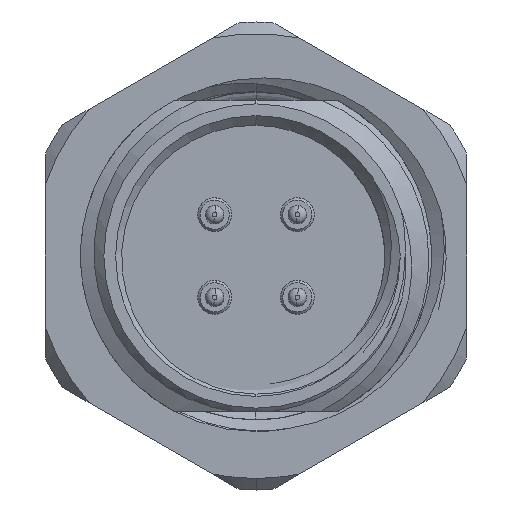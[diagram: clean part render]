
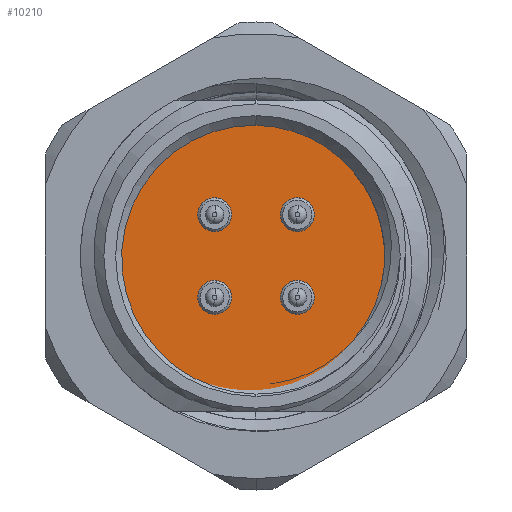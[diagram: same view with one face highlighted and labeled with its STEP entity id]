
A CAD part, left-side view. The second image highlights one B-rep face of the part: STEP entity #10210.
In plain terms, the highlighted planar face has unit normal (-1, 0, 0).
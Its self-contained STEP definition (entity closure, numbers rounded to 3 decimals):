
#15 = VERTEX_POINT ( 'NONE', #9502 ) ;
#169 = CARTESIAN_POINT ( 'NONE',  ( -12.5, 1.768, -1.768 ) ) ;
#221 = AXIS2_PLACEMENT_3D ( 'NONE', #9521, #11422, #8452 ) ;
#413 = AXIS2_PLACEMENT_3D ( 'NONE', #1957, #8576, #9555 ) ;
#577 = CARTESIAN_POINT ( 'NONE',  ( -12.5, 0., -6. ) ) ;
#713 = CIRCLE ( 'NONE', #413, 0.7 ) ;
#806 = VERTEX_POINT ( 'NONE', #7910 ) ;
#1290 = VERTEX_POINT ( 'NONE', #4844 ) ;
#1633 = CARTESIAN_POINT ( 'NONE',  ( -12.5, 1.768, -1.068 ) ) ;
#1726 = ORIENTED_EDGE ( 'NONE', *, *, #5011, .F. ) ;
#1809 = DIRECTION ( 'NONE',  ( 1., 0., 0. ) ) ;
#1856 = DIRECTION ( 'NONE',  ( -1., 0., 0. ) ) ;
#1911 = AXIS2_PLACEMENT_3D ( 'NONE', #2144, #5861, #6817 ) ;
#1929 = DIRECTION ( 'NONE',  ( 0., 0., 1. ) ) ;
#1957 = CARTESIAN_POINT ( 'NONE',  ( -12.5, 1.768, 1.768 ) ) ;
#2049 = AXIS2_PLACEMENT_3D ( 'NONE', #10741, #6919, #6879 ) ;
#2059 = CIRCLE ( 'NONE', #10005, 0.7 ) ;
#2144 = CARTESIAN_POINT ( 'NONE',  ( -12.5, -1.768, -1.768 ) ) ;
#2156 = FACE_OUTER_BOUND ( 'NONE', #2272, .T. ) ;
#2272 = EDGE_LOOP ( 'NONE', ( #3799, #5354 ) ) ;
#2355 = CIRCLE ( 'NONE', #3018, 6. ) ;
#2453 = CARTESIAN_POINT ( 'NONE',  ( -12.5, 0., 0. ) ) ;
#2487 = PLANE ( 'NONE',  #5829 ) ;
#2575 = ORIENTED_EDGE ( 'NONE', *, *, #3080, .F. ) ;
#2644 = VERTEX_POINT ( 'NONE', #8864 ) ;
#2847 = VERTEX_POINT ( 'NONE', #11100 ) ;
#3018 = AXIS2_PLACEMENT_3D ( 'NONE', #2453, #10043, #4357 ) ;
#3080 = EDGE_CURVE ( 'NONE', #7869, #15, #3519, .T. ) ;
#3432 = AXIS2_PLACEMENT_3D ( 'NONE', #10354, #1856, #1929 ) ;
#3487 = FACE_BOUND ( 'NONE', #10769, .T. ) ;
#3519 = CIRCLE ( 'NONE', #6720, 0.7 ) ;
#3599 = CIRCLE ( 'NONE', #1911, 0.7 ) ;
#3799 = ORIENTED_EDGE ( 'NONE', *, *, #7480, .T. ) ;
#4081 = FACE_BOUND ( 'NONE', #9713, .T. ) ;
#4175 = ORIENTED_EDGE ( 'NONE', *, *, #8778, .F. ) ;
#4200 = VERTEX_POINT ( 'NONE', #577 ) ;
#4212 = FACE_BOUND ( 'NONE', #8062, .T. ) ;
#4357 = DIRECTION ( 'NONE',  ( 0., 0., 1. ) ) ;
#4844 = CARTESIAN_POINT ( 'NONE',  ( -12.5, 1.768, -2.468 ) ) ;
#4952 = ORIENTED_EDGE ( 'NONE', *, *, #6437, .F. ) ;
#5011 = EDGE_CURVE ( 'NONE', #1290, #11621, #8563, .T. ) ;
#5122 = CIRCLE ( 'NONE', #9954, 6. ) ;
#5354 = ORIENTED_EDGE ( 'NONE', *, *, #6584, .T. ) ;
#5442 = CARTESIAN_POINT ( 'NONE',  ( -12.5, -1.768, 1.768 ) ) ;
#5611 = ORIENTED_EDGE ( 'NONE', *, *, #6115, .F. ) ;
#5642 = CARTESIAN_POINT ( 'NONE',  ( -12.5, -1.768, 2.468 ) ) ;
#5674 = DIRECTION ( 'NONE',  ( 0., 0., 1. ) ) ;
#5738 = EDGE_CURVE ( 'NONE', #11621, #1290, #8105, .T. ) ;
#5829 = AXIS2_PLACEMENT_3D ( 'NONE', #11098, #1809, #7403 ) ;
#5861 = DIRECTION ( 'NONE',  ( -1., 0., 0. ) ) ;
#5881 = ORIENTED_EDGE ( 'NONE', *, *, #5738, .F. ) ;
#6115 = EDGE_CURVE ( 'NONE', #806, #8609, #713, .T. ) ;
#6243 = AXIS2_PLACEMENT_3D ( 'NONE', #169, #8781, #7632 ) ;
#6269 = DIRECTION ( 'NONE',  ( 0., 0., 1. ) ) ;
#6437 = EDGE_CURVE ( 'NONE', #9799, #2847, #2059, .T. ) ;
#6539 = EDGE_LOOP ( 'NONE', ( #5611, #8680 ) ) ;
#6584 = EDGE_CURVE ( 'NONE', #4200, #2644, #2355, .T. ) ;
#6720 = AXIS2_PLACEMENT_3D ( 'NONE', #10434, #9442, #5674 ) ;
#6817 = DIRECTION ( 'NONE',  ( 0., 0., 1. ) ) ;
#6879 = DIRECTION ( 'NONE',  ( 0., 0., 1. ) ) ;
#6919 = DIRECTION ( 'NONE',  ( -1., 0., 0. ) ) ;
#7214 = DIRECTION ( 'NONE',  ( 0., 0., 1. ) ) ;
#7403 = DIRECTION ( 'NONE',  ( 0., 0., -1. ) ) ;
#7480 = EDGE_CURVE ( 'NONE', #2644, #4200, #5122, .T. ) ;
#7632 = DIRECTION ( 'NONE',  ( 0., 0., 1. ) ) ;
#7869 = VERTEX_POINT ( 'NONE', #11080 ) ;
#7910 = CARTESIAN_POINT ( 'NONE',  ( -12.5, 1.768, 2.468 ) ) ;
#8014 = ORIENTED_EDGE ( 'NONE', *, *, #11901, .F. ) ;
#8062 = EDGE_LOOP ( 'NONE', ( #4952, #4175 ) ) ;
#8104 = DIRECTION ( 'NONE',  ( -1., 0., 0. ) ) ;
#8105 = CIRCLE ( 'NONE', #3432, 0.7 ) ;
#8337 = EDGE_CURVE ( 'NONE', #8609, #806, #11830, .T. ) ;
#8452 = DIRECTION ( 'NONE',  ( 0., 0., 1. ) ) ;
#8563 = CIRCLE ( 'NONE', #6243, 0.7 ) ;
#8576 = DIRECTION ( 'NONE',  ( -1., 0., 0. ) ) ;
#8609 = VERTEX_POINT ( 'NONE', #12096 ) ;
#8680 = ORIENTED_EDGE ( 'NONE', *, *, #8337, .F. ) ;
#8778 = EDGE_CURVE ( 'NONE', #2847, #9799, #10042, .T. ) ;
#8781 = DIRECTION ( 'NONE',  ( -1., 0., 0. ) ) ;
#8864 = CARTESIAN_POINT ( 'NONE',  ( -12.5, 0., 6. ) ) ;
#9442 = DIRECTION ( 'NONE',  ( -1., 0., 0. ) ) ;
#9502 = CARTESIAN_POINT ( 'NONE',  ( -12.5, -1.768, -2.468 ) ) ;
#9521 = CARTESIAN_POINT ( 'NONE',  ( -12.5, -1.768, 1.768 ) ) ;
#9555 = DIRECTION ( 'NONE',  ( 0., 0., 1. ) ) ;
#9713 = EDGE_LOOP ( 'NONE', ( #5881, #1726 ) ) ;
#9799 = VERTEX_POINT ( 'NONE', #5642 ) ;
#9954 = AXIS2_PLACEMENT_3D ( 'NONE', #10155, #11070, #6269 ) ;
#10005 = AXIS2_PLACEMENT_3D ( 'NONE', #5442, #8104, #7214 ) ;
#10042 = CIRCLE ( 'NONE', #221, 0.7 ) ;
#10043 = DIRECTION ( 'NONE',  ( -1., 0., 0. ) ) ;
#10155 = CARTESIAN_POINT ( 'NONE',  ( -12.5, 0., 0. ) ) ;
#10210 = ADVANCED_FACE ( 'NONE', ( #10454, #4212, #3487, #4081, #2156 ), #2487, .F. ) ;
#10354 = CARTESIAN_POINT ( 'NONE',  ( -12.5, 1.768, -1.768 ) ) ;
#10434 = CARTESIAN_POINT ( 'NONE',  ( -12.5, -1.768, -1.768 ) ) ;
#10454 = FACE_BOUND ( 'NONE', #6539, .T. ) ;
#10741 = CARTESIAN_POINT ( 'NONE',  ( -12.5, 1.768, 1.768 ) ) ;
#10769 = EDGE_LOOP ( 'NONE', ( #2575, #8014 ) ) ;
#11070 = DIRECTION ( 'NONE',  ( -1., 0., 0. ) ) ;
#11080 = CARTESIAN_POINT ( 'NONE',  ( -12.5, -1.768, -1.068 ) ) ;
#11098 = CARTESIAN_POINT ( 'NONE',  ( -12.5, 4., 0. ) ) ;
#11100 = CARTESIAN_POINT ( 'NONE',  ( -12.5, -1.768, 1.068 ) ) ;
#11422 = DIRECTION ( 'NONE',  ( -1., 0., 0. ) ) ;
#11621 = VERTEX_POINT ( 'NONE', #1633 ) ;
#11830 = CIRCLE ( 'NONE', #2049, 0.7 ) ;
#11901 = EDGE_CURVE ( 'NONE', #15, #7869, #3599, .T. ) ;
#12096 = CARTESIAN_POINT ( 'NONE',  ( -12.5, 1.768, 1.068 ) ) ;
